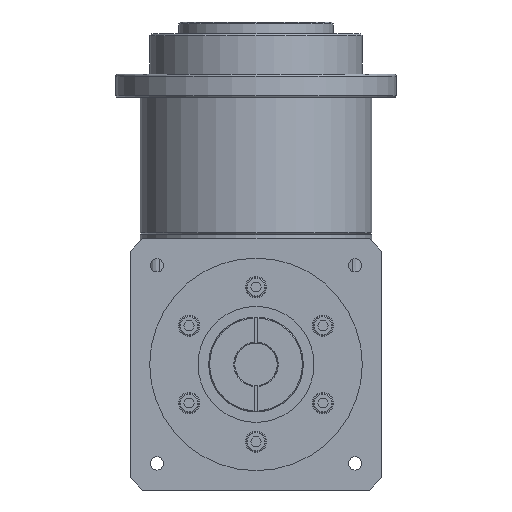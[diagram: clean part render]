
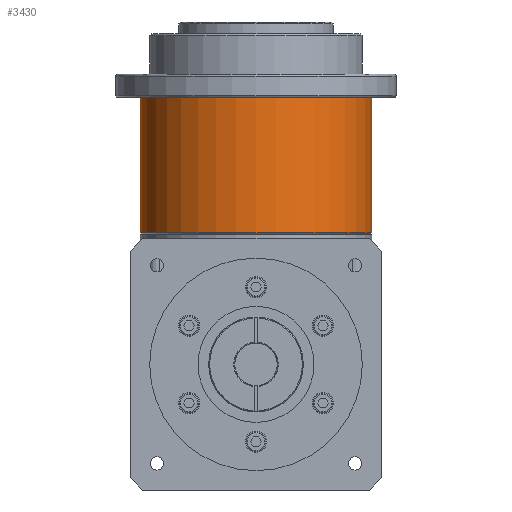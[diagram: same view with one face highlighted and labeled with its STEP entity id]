
A CAD part, front view. The second image highlights one B-rep face of the part: STEP entity #3430.
In plain terms, the highlighted cylindrical face has radius 60 mm (diameter 120 mm), a partial arc.
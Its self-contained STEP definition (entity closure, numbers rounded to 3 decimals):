
#386 = CARTESIAN_POINT ( 'NONE',  ( 60., 0., 1. ) ) ;
#1700 = DIRECTION ( 'NONE',  ( 0., 0., 1. ) ) ;
#2016 = VECTOR ( 'NONE', #8487, 1000. ) ;
#2079 = CIRCLE ( 'NONE', #5297, 60. ) ;
#2188 = CIRCLE ( 'NONE', #8096, 60. ) ;
#2711 = CARTESIAN_POINT ( 'NONE',  ( 0., 0., 71. ) ) ;
#2798 = CARTESIAN_POINT ( 'NONE',  ( 0., 0., 71. ) ) ;
#3430 = ADVANCED_FACE ( 'NONE', ( #10523 ), #7976, .T. ) ;
#3566 = DIRECTION ( 'NONE',  ( -1., 0., 0. ) ) ;
#4161 = VERTEX_POINT ( 'NONE', #10810 ) ;
#4168 = DIRECTION ( 'NONE',  ( 0., 0., -1. ) ) ;
#4271 = LINE ( 'NONE', #5053, #2016 ) ;
#4722 = EDGE_CURVE ( 'NONE', #6106, #7081, #4271, .T. ) ;
#5053 = CARTESIAN_POINT ( 'NONE',  ( -60., 0., 71. ) ) ;
#5217 = CARTESIAN_POINT ( 'NONE',  ( -60., 0., 1. ) ) ;
#5297 = AXIS2_PLACEMENT_3D ( 'NONE', #6829, #1700, #7697 ) ;
#5507 = LINE ( 'NONE', #6709, #5764 ) ;
#5685 = CARTESIAN_POINT ( 'NONE',  ( -60., 0., 71. ) ) ;
#5764 = VECTOR ( 'NONE', #4168, 1000. ) ;
#6106 = VERTEX_POINT ( 'NONE', #5685 ) ;
#6309 = EDGE_CURVE ( 'NONE', #7081, #6557, #2079, .T. ) ;
#6557 = VERTEX_POINT ( 'NONE', #386 ) ;
#6709 = CARTESIAN_POINT ( 'NONE',  ( 60., 0., 71. ) ) ;
#6728 = EDGE_LOOP ( 'NONE', ( #7254, #9224, #8705, #10460 ) ) ;
#6829 = CARTESIAN_POINT ( 'NONE',  ( 0., 0., 1. ) ) ;
#7064 = DIRECTION ( 'NONE',  ( -1., 0., 0. ) ) ;
#7081 = VERTEX_POINT ( 'NONE', #5217 ) ;
#7254 = ORIENTED_EDGE ( 'NONE', *, *, #10736, .F. ) ;
#7697 = DIRECTION ( 'NONE',  ( 1., 0., 0. ) ) ;
#7726 = EDGE_CURVE ( 'NONE', #4161, #6106, #2188, .T. ) ;
#7915 = DIRECTION ( 'NONE',  ( 0., 0., -1. ) ) ;
#7976 = CYLINDRICAL_SURFACE ( 'NONE', #8389, 60. ) ;
#8096 = AXIS2_PLACEMENT_3D ( 'NONE', #2711, #8673, #3566 ) ;
#8389 = AXIS2_PLACEMENT_3D ( 'NONE', #2798, #7915, #7064 ) ;
#8487 = DIRECTION ( 'NONE',  ( 0., 0., -1. ) ) ;
#8673 = DIRECTION ( 'NONE',  ( 0., 0., -1. ) ) ;
#8705 = ORIENTED_EDGE ( 'NONE', *, *, #4722, .T. ) ;
#9224 = ORIENTED_EDGE ( 'NONE', *, *, #7726, .T. ) ;
#10460 = ORIENTED_EDGE ( 'NONE', *, *, #6309, .T. ) ;
#10523 = FACE_OUTER_BOUND ( 'NONE', #6728, .T. ) ;
#10736 = EDGE_CURVE ( 'NONE', #4161, #6557, #5507, .T. ) ;
#10810 = CARTESIAN_POINT ( 'NONE',  ( 60., 0., 71. ) ) ;
